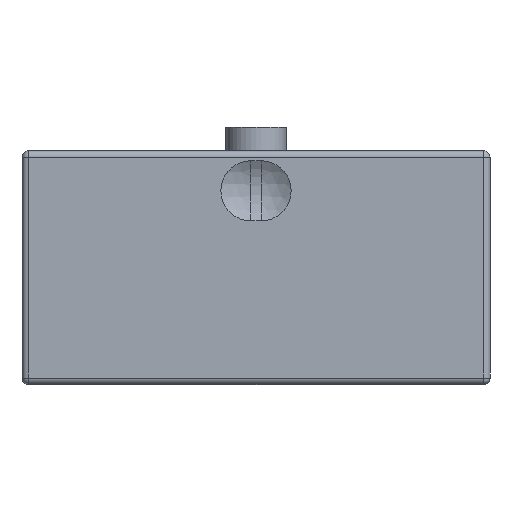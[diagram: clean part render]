
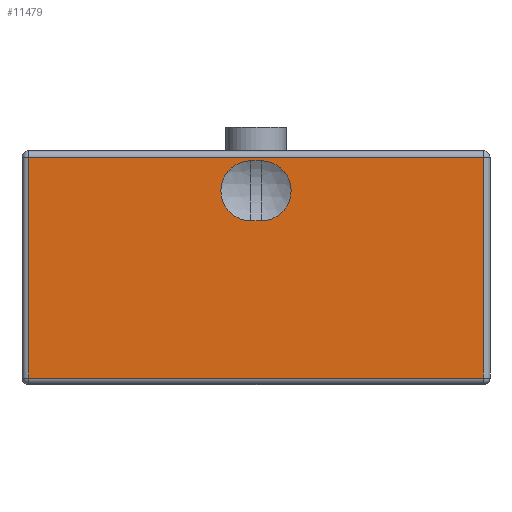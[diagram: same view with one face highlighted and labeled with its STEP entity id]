
A CAD part, left-side view. The second image highlights one B-rep face of the part: STEP entity #11479.
In plain terms, the highlighted planar face has unit normal (-1, 0, 0).
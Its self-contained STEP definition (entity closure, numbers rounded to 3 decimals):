
#11002=CARTESIAN_POINT('',(-74.,-68.0,-68.0));
#11003=VERTEX_POINT('',#11002);
#11061=CARTESIAN_POINT('',(-74.,68.0,-68.0));
#11062=VERTEX_POINT('',#11061);
#11136=CARTESIAN_POINT('',(-74.,-68.0,-2.0));
#11137=VERTEX_POINT('',#11136);
#11162=CARTESIAN_POINT('',(-74.,68.0,-2.0));
#11163=VERTEX_POINT('',#11162);
#11196=CARTESIAN_POINT('',(-74.,68.0,-2.0));
#11197=DIRECTION('',(0.0,-1.0,0.0));
#11198=VECTOR('',#11197,136.0);
#11199=LINE('',#11196,#11198);
#11200=EDGE_CURVE('',#11163,#11137,#11199,.T.);
#11228=CARTESIAN_POINT('',(-74.,68.0,-68.0));
#11229=DIRECTION('',(0.0,0.0,1.0));
#11230=VECTOR('',#11229,66.0);
#11231=LINE('',#11228,#11230);
#11232=EDGE_CURVE('',#11062,#11163,#11231,.T.);
#11274=CARTESIAN_POINT('',(-74.,-68.0,-2.0));
#11275=DIRECTION('',(0.0,0.0,-1.0));
#11276=VECTOR('',#11275,66.0);
#11277=LINE('',#11274,#11276);
#11278=EDGE_CURVE('',#11137,#11003,#11277,.T.);
#11350=CARTESIAN_POINT('',(-74.,-68.0,-68.0));
#11351=DIRECTION('',(0.0,1.0,0.0));
#11352=VECTOR('',#11351,136.0);
#11353=LINE('',#11350,#11352);
#11354=EDGE_CURVE('',#11003,#11062,#11353,.T.);
#11432=CARTESIAN_POINT('',(-74.,70.0,0.0));
#11433=DIRECTION('',(-1.0,0.0,0.0));
#11434=DIRECTION('',(0.0,0.0,1.0));
#11435=AXIS2_PLACEMENT_3D('',#11432,#11433,#11434);
#11436=PLANE('',#11435);
#11437=ORIENTED_EDGE('',*,*,#11200,.F.);
#11438=ORIENTED_EDGE('',*,*,#11232,.F.);
#11439=ORIENTED_EDGE('',*,*,#11354,.F.);
#11440=ORIENTED_EDGE('',*,*,#11278,.F.);
#11441=EDGE_LOOP('',(#11437,#11438,#11439,#11440));
#11442=FACE_OUTER_BOUND('',#11441,.T.);
#11443=CARTESIAN_POINT('',(-74.,1.501,-20.999));
#11444=VERTEX_POINT('',#11443);
#11445=CARTESIAN_POINT('',(-74.,1.501,-3.001));
#11446=VERTEX_POINT('',#11445);
#11447=CARTESIAN_POINT('',(-74.,1.501,-12.));
#11448=DIRECTION('',(1.0,0.0,0.0));
#11449=DIRECTION('',(0.0,0.0,-1.0));
#11450=AXIS2_PLACEMENT_3D('',#11447,#11448,#11449);
#11451=CIRCLE('',#11450,8.999);
#11452=EDGE_CURVE('',#11444,#11446,#11451,.T.);
#11453=ORIENTED_EDGE('',*,*,#11452,.T.);
#11454=CARTESIAN_POINT('',(-74.,-1.501,-3.001));
#11455=VERTEX_POINT('',#11454);
#11456=CARTESIAN_POINT('',(-74.,1.501,-3.001));
#11457=DIRECTION('',(0.0,-1.0,0.0));
#11458=VECTOR('',#11457,3.001);
#11459=LINE('',#11456,#11458);
#11460=EDGE_CURVE('',#11446,#11455,#11459,.T.);
#11461=ORIENTED_EDGE('',*,*,#11460,.T.);
#11462=CARTESIAN_POINT('',(-74.,-1.501,-20.999));
#11463=VERTEX_POINT('',#11462);
#11464=CARTESIAN_POINT('',(-74.,-1.501,-12.));
#11465=DIRECTION('',(1.0,0.0,0.0));
#11466=DIRECTION('',(0.0,0.0,-1.0));
#11467=AXIS2_PLACEMENT_3D('',#11464,#11465,#11466);
#11468=CIRCLE('',#11467,8.999);
#11469=EDGE_CURVE('',#11455,#11463,#11468,.T.);
#11470=ORIENTED_EDGE('',*,*,#11469,.T.);
#11471=CARTESIAN_POINT('',(-74.,-1.501,-20.999));
#11472=DIRECTION('',(0.0,1.0,0.0));
#11473=VECTOR('',#11472,3.001);
#11474=LINE('',#11471,#11473);
#11475=EDGE_CURVE('',#11463,#11444,#11474,.T.);
#11476=ORIENTED_EDGE('',*,*,#11475,.T.);
#11477=EDGE_LOOP('',(#11453,#11461,#11470,#11476));
#11478=FACE_BOUND('',#11477,.T.);
#11479=ADVANCED_FACE('',(#11442,#11478),#11436,.T.);
